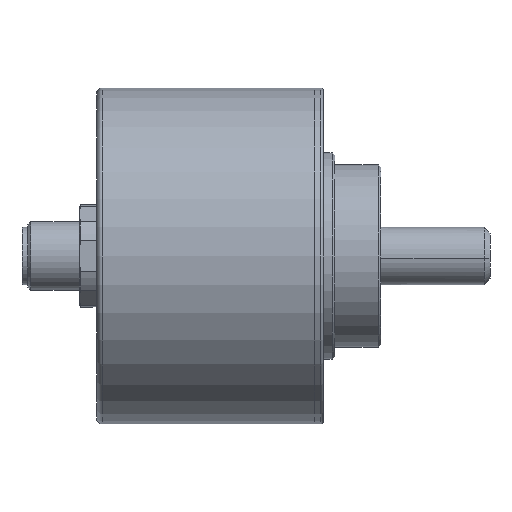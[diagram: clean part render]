
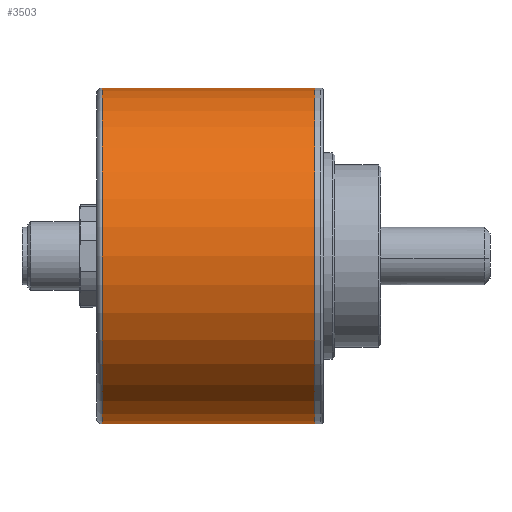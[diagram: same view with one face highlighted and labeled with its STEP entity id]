
A CAD part, left-side view. The second image highlights one B-rep face of the part: STEP entity #3503.
In plain terms, the highlighted cylindrical face has radius 29.25 mm (diameter 58.5 mm), a partial arc.
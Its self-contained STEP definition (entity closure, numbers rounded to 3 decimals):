
#1 = ORIENTED_EDGE ( 'NONE', *, *, #3339, .F. ) ;
#110 = DIRECTION ( 'NONE',  ( 0., -1., 0. ) ) ;
#154 = AXIS2_PLACEMENT_3D ( 'NONE', #2166, #110, #3642 ) ;
#186 = DIRECTION ( 'NONE',  ( 0., 0., 1. ) ) ;
#451 = CARTESIAN_POINT ( 'NONE',  ( 0., 40.5, 29.25 ) ) ;
#769 = CARTESIAN_POINT ( 'NONE',  ( 0., 43.462, 0. ) ) ;
#870 = VERTEX_POINT ( 'NONE', #3031 ) ;
#914 = EDGE_CURVE ( 'NONE', #870, #2348, #2886, .T. ) ;
#1196 = DIRECTION ( 'NONE',  ( 0., 1., 0. ) ) ;
#1210 = AXIS2_PLACEMENT_3D ( 'NONE', #1704, #2799, #1616 ) ;
#1491 = VERTEX_POINT ( 'NONE', #3149 ) ;
#1581 = LINE ( 'NONE', #1846, #2898 ) ;
#1616 = DIRECTION ( 'NONE',  ( 0., 0., 1. ) ) ;
#1704 = CARTESIAN_POINT ( 'NONE',  ( 0., 3.5, 0. ) ) ;
#1745 = LINE ( 'NONE', #2948, #3066 ) ;
#1846 = CARTESIAN_POINT ( 'NONE',  ( 0., 43.462, -29.25 ) ) ;
#1910 = DIRECTION ( 'NONE',  ( 0., 1., 0. ) ) ;
#2137 = EDGE_CURVE ( 'NONE', #3442, #1491, #3643, .T. ) ;
#2166 = CARTESIAN_POINT ( 'NONE',  ( 0., 40.5, 0. ) ) ;
#2207 = CARTESIAN_POINT ( 'NONE',  ( 0., 3.5, 29.25 ) ) ;
#2262 = ORIENTED_EDGE ( 'NONE', *, *, #914, .T. ) ;
#2348 = VERTEX_POINT ( 'NONE', #2207 ) ;
#2424 = EDGE_CURVE ( 'NONE', #2348, #3442, #1745, .T. ) ;
#2537 = EDGE_LOOP ( 'NONE', ( #1, #2262, #2643, #3474 ) ) ;
#2643 = ORIENTED_EDGE ( 'NONE', *, *, #2424, .T. ) ;
#2793 = FACE_OUTER_BOUND ( 'NONE', #2537, .T. ) ;
#2799 = DIRECTION ( 'NONE',  ( 0., 1., 0. ) ) ;
#2886 = CIRCLE ( 'NONE', #1210, 29.25 ) ;
#2898 = VECTOR ( 'NONE', #3335, 1000. ) ;
#2948 = CARTESIAN_POINT ( 'NONE',  ( 0., 43.462, 29.25 ) ) ;
#3031 = CARTESIAN_POINT ( 'NONE',  ( 0., 3.5, -29.25 ) ) ;
#3066 = VECTOR ( 'NONE', #1196, 1000. ) ;
#3149 = CARTESIAN_POINT ( 'NONE',  ( 0., 40.5, -29.25 ) ) ;
#3154 = CYLINDRICAL_SURFACE ( 'NONE', #3524, 29.25 ) ;
#3335 = DIRECTION ( 'NONE',  ( 0., 1., 0. ) ) ;
#3339 = EDGE_CURVE ( 'NONE', #870, #1491, #1581, .T. ) ;
#3442 = VERTEX_POINT ( 'NONE', #451 ) ;
#3474 = ORIENTED_EDGE ( 'NONE', *, *, #2137, .T. ) ;
#3503 = ADVANCED_FACE ( 'NONE', ( #2793 ), #3154, .T. ) ;
#3524 = AXIS2_PLACEMENT_3D ( 'NONE', #769, #1910, #186 ) ;
#3642 = DIRECTION ( 'NONE',  ( 0., 0., -1. ) ) ;
#3643 = CIRCLE ( 'NONE', #154, 29.25 ) ;
